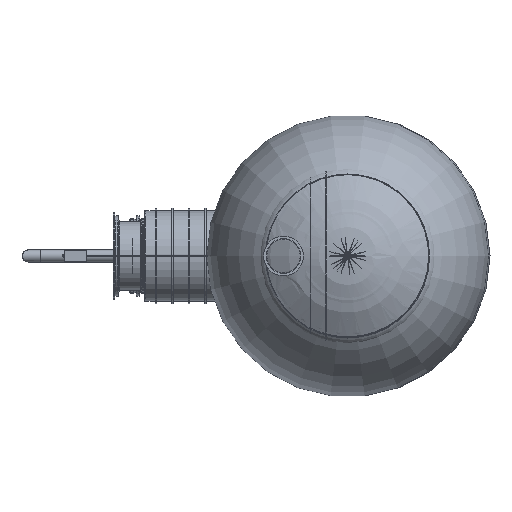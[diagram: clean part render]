
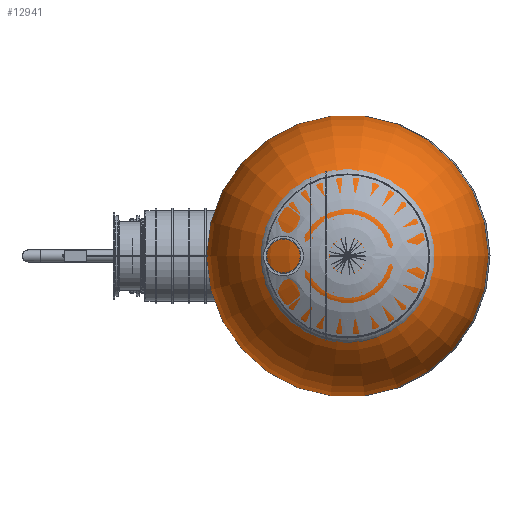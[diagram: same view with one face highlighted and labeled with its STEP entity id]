
A CAD part, left-side view. The second image highlights one B-rep face of the part: STEP entity #12941.
In plain terms, the highlighted toroidal (fillet/blend) face has major radius 2.49 mm and minor radius 1280 mm.
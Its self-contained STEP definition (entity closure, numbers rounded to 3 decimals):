
#247=VERTEX_LOOP('',#8096);
#249=DEGENERATE_TOROIDAL_SURFACE('',#14605,2.49,1280.,.T.);
#2311=CIRCLE('',#14606,736.783);
#3137=ORIENTED_EDGE('',*,*,#6433,.T.);
#3138=ORIENTED_EDGE('',*,*,#6434,.T.);
#6433=EDGE_CURVE('',#8097,#8098,#2311,.T.);
#6434=EDGE_CURVE('',#8098,#8097,#9324,.T.);
#8096=VERTEX_POINT('',#20986);
#8097=VERTEX_POINT('',#20988);
#8098=VERTEX_POINT('',#20989);
#9324=B_SPLINE_CURVE_WITH_KNOTS('',3,(#20990,#20991,#20992,#20993,#20994,
#20995,#20996,#20997,#20998,#20999,#21000,#21001,#21002,#21003,#21004,#21005,
#21006,#21007,#21008,#21009,#21010,#21011,#21012,#21013,#21014,#21015,#21016,
#21017,#21018,#21019,#21020,#21021,#21022,#21023,#21024,#21025,#21026,#21027,
#21028,#21029,#21030,#21031,#21032,#21033,#21034,#21035,#21036,#21037,#21038,
#21039,#21040,#21041,#21042,#21043,#21044,#21045,#21046,#21047,#21048,#21049,
#21050,#21051,#21052,#21053,#21054,#21055,#21056,#21057,#21058,#21059,#21060,
#21061,#21062,#21063,#21064),.UNSPECIFIED.,.F.,.F.,(4,1,1,1,1,1,1,1,1,1,
1,1,1,1,1,1,1,1,1,1,1,1,1,1,1,1,1,1,1,1,1,1,1,1,1,1,1,1,1,1,1,1,1,1,1,1,
1,1,1,1,1,1,1,1,1,1,1,1,1,1,1,1,1,1,1,1,1,1,1,1,1,1,4),(0.,
0.016,0.032,0.047,0.055,
0.063,0.079,0.095,0.103,
0.111,0.127,0.142,0.158,
0.174,0.19,0.206,0.214,
0.221,0.237,0.253,0.269,
0.285,0.301,0.316,0.332,
0.348,0.364,0.38,0.396,
0.403,0.411,0.427,0.443,0.459,
0.467,0.475,0.49,0.506,
0.522,0.538,0.554,0.57,
0.601,0.617,0.633,0.649,
0.657,0.664,0.68,0.696,
0.712,0.72,0.728,0.744,
0.759,0.775,0.783,0.791,
0.807,0.823,0.839,0.854,
0.87,0.886,0.902,0.918,
0.933,0.949,0.965,0.973,
0.981,0.997,1.013),.UNSPECIFIED.);
#9655=EDGE_LOOP('',(#3137,#3138));
#11156=FACE_BOUND('',#247,.T.);
#11157=FACE_BOUND('',#9655,.T.);
#12941=ADVANCED_FACE('',(#11156,#11157),#249,.F.);
#14605=AXIS2_PLACEMENT_3D('',#20985,#16436,#16437);
#14606=AXIS2_PLACEMENT_3D('',#20987,#16438,#16439);
#16436=DIRECTION('',(0.,0.,-1.));
#16437=DIRECTION('',(-1.,0.,0.));
#16438=DIRECTION('',(0.,0.,-1.));
#16439=DIRECTION('',(-1.,0.,0.));
#20985=CARTESIAN_POINT('',(2.497,0.,-997.188));
#20986=CARTESIAN_POINT('',(2.497,0.,282.809));
#20987=CARTESIAN_POINT('',(2.497,0.,51.246));
#20988=CARTESIAN_POINT('',(739.085,-16.924,51.246));
#20989=CARTESIAN_POINT('',(739.085,16.924,51.246));
#20990=CARTESIAN_POINT('',(739.085,16.924,51.246));
#20991=CARTESIAN_POINT('',(738.51,22.24,51.563));
#20992=CARTESIAN_POINT('',(736.835,32.687,52.486));
#20993=CARTESIAN_POINT('',(732.829,47.83,54.691));
#20994=CARTESIAN_POINT('',(728.271,60.033,57.193));
#20995=CARTESIAN_POINT('',(723.898,69.514,59.587));
#20996=CARTESIAN_POINT('',(719.135,78.627,62.189));
#20997=CARTESIAN_POINT('',(712.443,89.424,65.836));
#20998=CARTESIAN_POINT('',(704.818,99.44,69.973));
#20999=CARTESIAN_POINT('',(698.151,107.001,73.576));
#21000=CARTESIAN_POINT('',(691.224,114.138,77.31));
#21001=CARTESIAN_POINT('',(682.071,122.321,82.225));
#21002=CARTESIAN_POINT('',(670.349,130.994,88.483));
#21003=CARTESIAN_POINT('',(657.839,138.564,95.122));
#21004=CARTESIAN_POINT('',(644.937,144.828,101.926));
#21005=CARTESIAN_POINT('',(631.635,149.863,108.897));
#21006=CARTESIAN_POINT('',(620.234,153.042,114.833));
#21007=CARTESIAN_POINT('',(610.9,154.972,119.669));
#21008=CARTESIAN_POINT('',(601.556,156.467,124.495));
#21009=CARTESIAN_POINT('',(589.853,157.538,130.509));
#21010=CARTESIAN_POINT('',(575.774,157.566,137.697));
#21011=CARTESIAN_POINT('',(561.659,156.334,144.857));
#21012=CARTESIAN_POINT('',(547.51,153.787,151.989));
#21013=CARTESIAN_POINT('',(533.779,150.001,158.867));
#21014=CARTESIAN_POINT('',(520.385,144.972,165.537));
#21015=CARTESIAN_POINT('',(507.378,138.69,171.977));
#21016=CARTESIAN_POINT('',(494.699,131.038,178.219));
#21017=CARTESIAN_POINT('',(482.847,122.264,184.023));
#21018=CARTESIAN_POINT('',(471.808,112.375,189.403));
#21019=CARTESIAN_POINT('',(463.313,103.182,193.524));
#21020=CARTESIAN_POINT('',(456.957,95.215,196.599));
#21021=CARTESIAN_POINT('',(450.933,86.854,199.507));
#21022=CARTESIAN_POINT('',(444.233,75.947,202.733));
#21023=CARTESIAN_POINT('',(437.461,62.059,205.982));
#21024=CARTESIAN_POINT('',(432.92,49.823,208.156));
#21025=CARTESIAN_POINT('',(429.986,39.595,209.559));
#21026=CARTESIAN_POINT('',(427.592,29.312,210.703));
#21027=CARTESIAN_POINT('',(425.579,16.303,211.663));
#21028=CARTESIAN_POINT('',(424.726,0.474,212.069));
#21029=CARTESIAN_POINT('',(425.502,-15.628,211.7));
#21030=CARTESIAN_POINT('',(427.866,-31.271,210.571));
#21031=CARTESIAN_POINT('',(431.754,-46.553,208.714));
#21032=CARTESIAN_POINT('',(439.033,-66.464,205.23));
#21033=CARTESIAN_POINT('',(448.901,-84.519,200.491));
#21034=CARTESIAN_POINT('',(461.306,-100.982,194.498));
#21035=CARTESIAN_POINT('',(471.523,-112.097,189.541));
#21036=CARTESIAN_POINT('',(480.773,-120.423,185.034));
#21037=CARTESIAN_POINT('',(488.599,-126.523,181.206));
#21038=CARTESIAN_POINT('',(496.722,-132.257,177.223));
#21039=CARTESIAN_POINT('',(507.183,-138.581,172.073));
#21040=CARTESIAN_POINT('',(520.221,-144.905,165.618));
#21041=CARTESIAN_POINT('',(531.465,-149.14,160.02));
#21042=CARTESIAN_POINT('',(540.711,-151.913,155.395));
#21043=CARTESIAN_POINT('',(549.989,-154.238,150.74));
#21044=CARTESIAN_POINT('',(561.649,-156.328,144.862));
#21045=CARTESIAN_POINT('',(575.736,-157.566,137.716));
#21046=CARTESIAN_POINT('',(587.553,-157.545,131.683));
#21047=CARTESIAN_POINT('',(597.054,-156.88,126.808));
#21048=CARTESIAN_POINT('',(606.445,-155.794,121.974));
#21049=CARTESIAN_POINT('',(618.019,-153.658,115.986));
#21050=CARTESIAN_POINT('',(631.636,-149.862,108.897));
#21051=CARTESIAN_POINT('',(644.982,-144.814,101.902));
#21052=CARTESIAN_POINT('',(658.036,-138.456,95.018));
#21053=CARTESIAN_POINT('',(670.355,-130.983,88.48));
#21054=CARTESIAN_POINT('',(682.023,-122.357,82.25));
#21055=CARTESIAN_POINT('',(692.989,-112.57,76.363));
#21056=CARTESIAN_POINT('',(703.265,-101.476,70.815));
#21057=CARTESIAN_POINT('',(712.386,-89.503,65.867));
#21058=CARTESIAN_POINT('',(720.387,-76.616,61.507));
#21059=CARTESIAN_POINT('',(726.074,-65.112,58.396));
#21060=CARTESIAN_POINT('',(730.013,-55.372,56.236));
#21061=CARTESIAN_POINT('',(733.46,-45.439,54.344));
#21062=CARTESIAN_POINT('',(736.827,-32.737,52.491));
#21063=CARTESIAN_POINT('',(738.509,-22.251,51.564));
#21064=CARTESIAN_POINT('',(739.085,-16.924,51.246));
